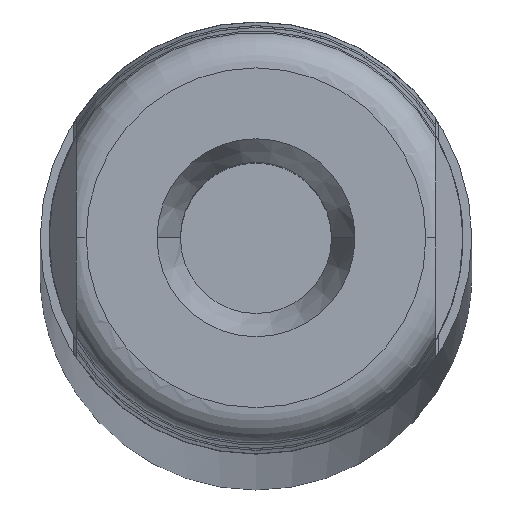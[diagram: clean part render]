
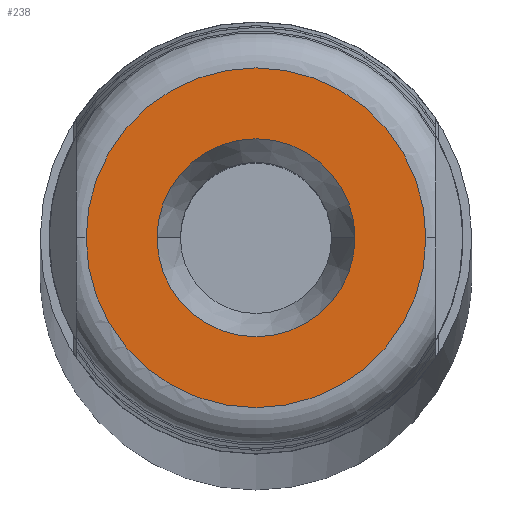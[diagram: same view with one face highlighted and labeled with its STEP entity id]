
A CAD part, top view. The second image highlights one B-rep face of the part: STEP entity #238.
In plain terms, the highlighted planar face has unit normal (0, 0, 1).
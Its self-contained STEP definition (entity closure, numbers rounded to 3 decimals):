
#7 = DIRECTION ( 'NONE',  ( -1., 0., 0. ) ) ;
#32 = AXIS2_PLACEMENT_3D ( 'NONE', #532, #2272, #1724 ) ;
#80 = AXIS2_PLACEMENT_3D ( 'NONE', #171, #2155, #2125 ) ;
#171 = CARTESIAN_POINT ( 'NONE',  ( 0., 0., 0. ) ) ;
#200 = CARTESIAN_POINT ( 'NONE',  ( -4.72, 0., 0. ) ) ;
#201 = CARTESIAN_POINT ( 'NONE',  ( 0., 0., 0. ) ) ;
#208 = ORIENTED_EDGE ( 'NONE', *, *, #1732, .F. ) ;
#238 = ADVANCED_FACE ( 'NONE', ( #1361, #2280 ), #404, .F. ) ;
#274 = CIRCLE ( 'NONE', #80, 2.75 ) ;
#317 = DIRECTION ( 'NONE',  ( 0., 0., 1. ) ) ;
#404 = PLANE ( 'NONE',  #909 ) ;
#466 = EDGE_CURVE ( 'NONE', #981, #1401, #864, .T. ) ;
#532 = CARTESIAN_POINT ( 'NONE',  ( 0., 0., 0. ) ) ;
#544 = CARTESIAN_POINT ( 'NONE',  ( -2.75, 0., 0. ) ) ;
#580 = DIRECTION ( 'NONE',  ( 1., 0., 0. ) ) ;
#582 = AXIS2_PLACEMENT_3D ( 'NONE', #201, #2183, #580 ) ;
#601 = ORIENTED_EDGE ( 'NONE', *, *, #466, .T. ) ;
#606 = CARTESIAN_POINT ( 'NONE',  ( 0., 0., 0. ) ) ;
#668 = ORIENTED_EDGE ( 'NONE', *, *, #814, .F. ) ;
#796 = CIRCLE ( 'NONE', #1370, 2.75 ) ;
#814 = EDGE_CURVE ( 'NONE', #1525, #1247, #796, .T. ) ;
#864 = CIRCLE ( 'NONE', #582, 4.72 ) ;
#909 = AXIS2_PLACEMENT_3D ( 'NONE', #606, #1378, #7 ) ;
#937 = DIRECTION ( 'NONE',  ( 1., 0., 0. ) ) ;
#981 = VERTEX_POINT ( 'NONE', #200 ) ;
#1072 = EDGE_LOOP ( 'NONE', ( #1194, #601 ) ) ;
#1102 = EDGE_CURVE ( 'NONE', #1401, #981, #1550, .T. ) ;
#1194 = ORIENTED_EDGE ( 'NONE', *, *, #1102, .T. ) ;
#1247 = VERTEX_POINT ( 'NONE', #1954 ) ;
#1361 = FACE_BOUND ( 'NONE', #1967, .T. ) ;
#1370 = AXIS2_PLACEMENT_3D ( 'NONE', #1524, #317, #937 ) ;
#1378 = DIRECTION ( 'NONE',  ( 0., 0., -1. ) ) ;
#1401 = VERTEX_POINT ( 'NONE', #1718 ) ;
#1524 = CARTESIAN_POINT ( 'NONE',  ( 0., 0., 0. ) ) ;
#1525 = VERTEX_POINT ( 'NONE', #544 ) ;
#1550 = CIRCLE ( 'NONE', #32, 4.72 ) ;
#1718 = CARTESIAN_POINT ( 'NONE',  ( 4.72, 0., 0. ) ) ;
#1724 = DIRECTION ( 'NONE',  ( 1., 0., 0. ) ) ;
#1732 = EDGE_CURVE ( 'NONE', #1247, #1525, #274, .T. ) ;
#1954 = CARTESIAN_POINT ( 'NONE',  ( 2.75, 0., 0. ) ) ;
#1967 = EDGE_LOOP ( 'NONE', ( #208, #668 ) ) ;
#2125 = DIRECTION ( 'NONE',  ( 1., 0., 0. ) ) ;
#2155 = DIRECTION ( 'NONE',  ( 0., 0., 1. ) ) ;
#2183 = DIRECTION ( 'NONE',  ( 0., 0., 1. ) ) ;
#2272 = DIRECTION ( 'NONE',  ( 0., 0., 1. ) ) ;
#2280 = FACE_OUTER_BOUND ( 'NONE', #1072, .T. ) ;
